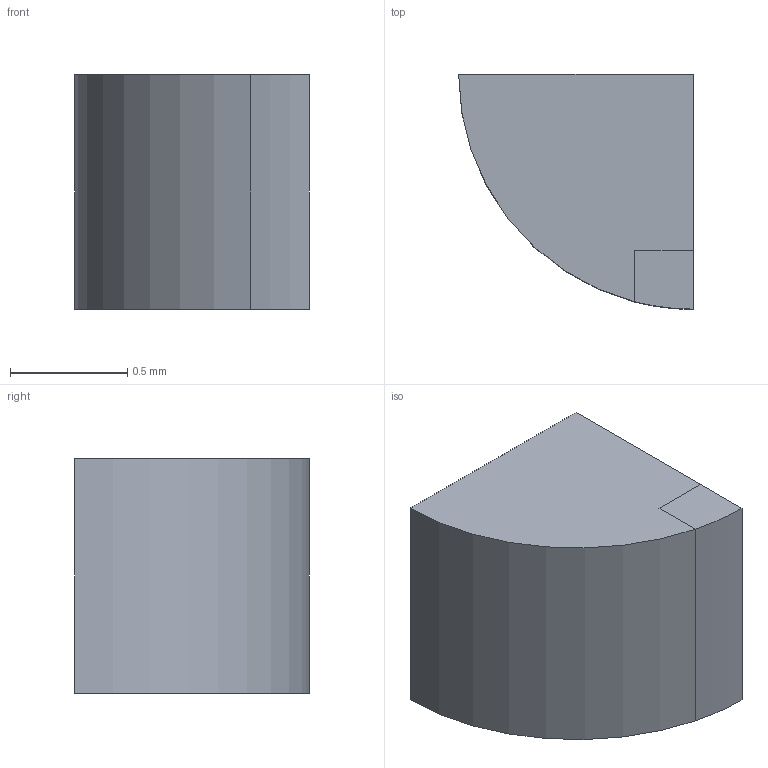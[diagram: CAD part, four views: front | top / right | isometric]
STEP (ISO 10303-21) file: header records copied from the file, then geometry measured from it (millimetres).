
FILE_DESCRIPTION(('STEP AP214'),'1');
FILE_NAME('cylinder.stp','2024-09-27T11:56:26',(' '),(' '),'Spatial InterOp 3D',' ',' ');
FILE_SCHEMA(('automotive_design'));
Length unit declared in the file: millimetre
Products named in the file (1): 1
Bounding box: 1 x 1 x 1 mm (x, y, z)
Volume: 0.8 mm3; surface area: 5.1 mm2
Topology: 1 solids, 1 shells, 9 faces, 19 edges, 12 vertices
Faces by surface type: plane 7, cylinder 2
Entity records: 256 total; most frequent: DIRECTION 43, CARTESIAN_POINT 41, ORIENTED_EDGE 38, EDGE_CURVE 19, LINE 15, VECTOR 15, AXIS2_PLACEMENT_3D 14, VERTEX_POINT 12
